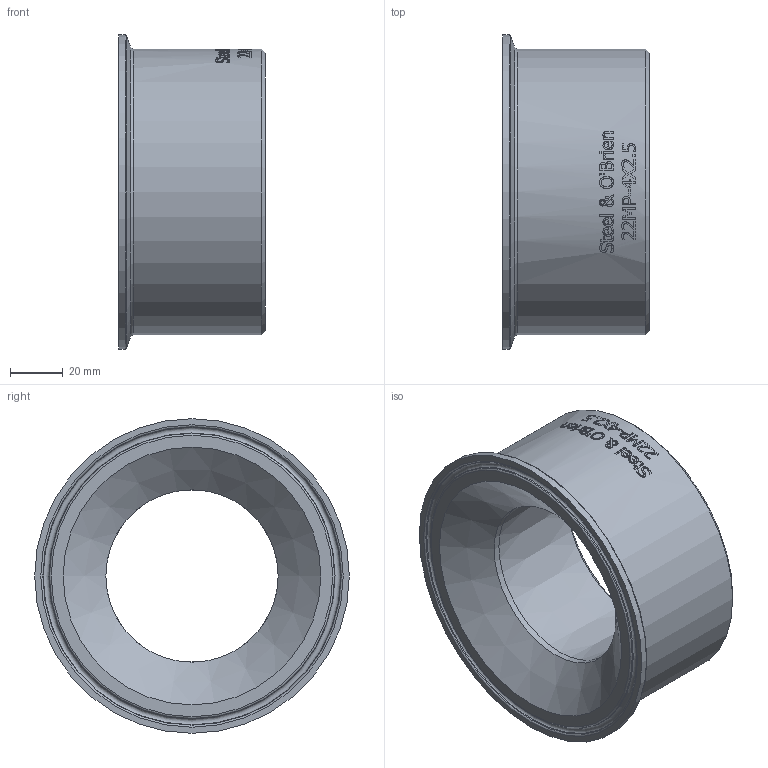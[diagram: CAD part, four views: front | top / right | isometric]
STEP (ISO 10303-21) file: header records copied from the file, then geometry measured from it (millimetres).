
FILE_DESCRIPTION(/* description */ (''),/* implementation_level */ '2;1');
FILE_NAME(/* name */ '22MP-4X2.5.ipt.stp',/* time_stamp */ '2019-08-23T16:30:04-04:00',/* author */ ('Engineering'),/* organization */ (''),/* preprocessor_version */ 'ST-DEVELOPER v15.2',/* originating_system */ 'Autodesk Inventor 2014',/* authorisation */ '');
FILE_SCHEMA (('AUTOMOTIVE_DESIGN { 1 0 10303 214 3 1 1 }'));
Length unit declared in the file: inch
Products named in the file (1): 22MP-4X2.5
Bounding box: 55.55 x 118.92 x 118.92 mm (x, y, z)
Volume: 299894 mm3; surface area: 43704 mm2
Topology: 1 solids, 1 shells, 385 faces, 1032 edges, 684 vertices
Faces by surface type: bspline 173, plane 163, cylinder 37, cone 7, torus 5
Full cylindrical faces by diameter (mm): 65.135 x1, 108.102 x1, 118.923 x1
Entity records: 14908 total; most frequent: CARTESIAN_POINT 6262, ORIENTED_EDGE 2034, DIRECTION 1305, EDGE_CURVE 1017, VERTEX_POINT 684, LINE 463, VECTOR 463, EDGE_LOOP 437
